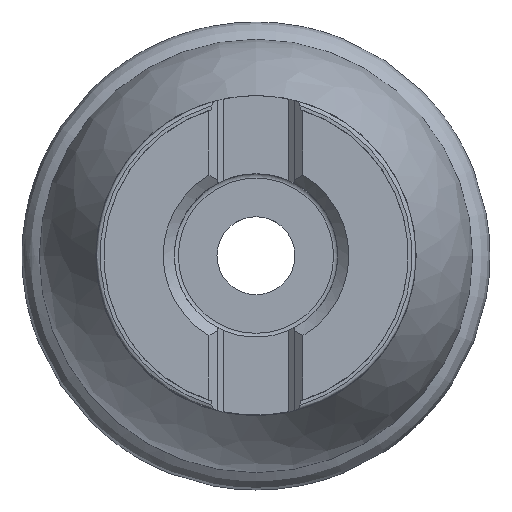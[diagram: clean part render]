
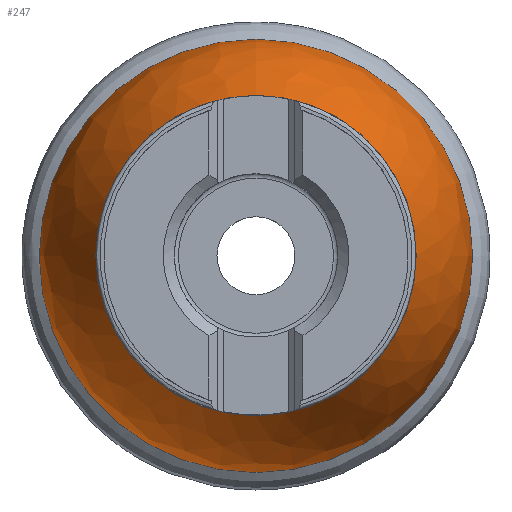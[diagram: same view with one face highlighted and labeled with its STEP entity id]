
A CAD part, top view. The second image highlights one B-rep face of the part: STEP entity #247.
In plain terms, the highlighted face is a revolution surface.
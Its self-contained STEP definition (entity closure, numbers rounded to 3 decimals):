
#194=SURFACE_OF_REVOLUTION('',#196,#195);
#195=AXIS1_PLACEMENT('',#1434,#1168);
#196=B_SPLINE_CURVE_WITH_KNOTS('',3,(#1430,#1431,#1432,#1433),
 .UNSPECIFIED.,.F.,.F.,(4,4),(0.,1.),.UNSPECIFIED.);
#247=ADVANCED_FACE('CN_SU3',(#330,#331),#194,.F.);
#330=FACE_BOUND('',#381,.T.);
#331=FACE_BOUND('',#382,.T.);
#381=EDGE_LOOP('',(#455));
#382=EDGE_LOOP('',(#456));
#455=ORIENTED_EDGE('',*,*,#709,.T.);
#456=ORIENTED_EDGE('',*,*,#710,.F.);
#636=VERTEX_POINT('',#1423);
#637=VERTEX_POINT('',#1429);
#709=EDGE_CURVE('',#636,#636,#805,.T.);
#710=EDGE_CURVE('',#637,#637,#806,.T.);
#805=CIRCLE('',#1002,29.161);
#806=CIRCLE('',#1007,21.572);
#1002=AXIS2_PLACEMENT_3D('',#1422,#1156,#1157);
#1007=AXIS2_PLACEMENT_3D('',#1428,#1166,#1167);
#1156=DIRECTION('',(0.,0.,1.));
#1157=DIRECTION('',(0.,1.,0.));
#1166=DIRECTION('',(0.,0.,1.));
#1167=DIRECTION('',(0.,1.,0.));
#1168=DIRECTION('',(0.,0.,1.));
#1422=CARTESIAN_POINT('',(0.,0.,-38.));
#1423=CARTESIAN_POINT('',(0.,29.161,-38.));
#1428=CARTESIAN_POINT('',(0.,0.,-15.332));
#1429=CARTESIAN_POINT('',(0.,21.572,-15.332));
#1430=CARTESIAN_POINT('',(-21.572,0.,-15.332));
#1431=CARTESIAN_POINT('',(-24.962,0.,-22.776));
#1432=CARTESIAN_POINT('',(-29.161,0.,-30.01));
#1433=CARTESIAN_POINT('',(-29.161,0.,-38.));
#1434=CARTESIAN_POINT('',(0.,0.,1.));
